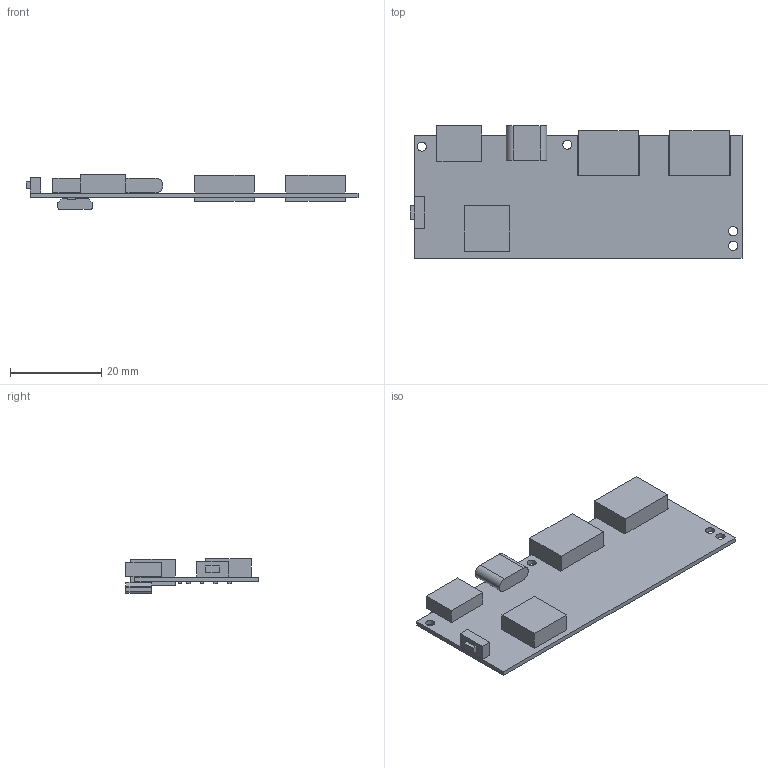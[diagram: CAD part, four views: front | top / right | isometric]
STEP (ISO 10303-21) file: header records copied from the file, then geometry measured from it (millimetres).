
FILE_DESCRIPTION (( 'STEP AP203' ), '1' );
FILE_NAME ('SW6206 SW6208 Qc4 Pd3.0 22.5w Power Bank Module.STEP', '2023-08-22T11:50:58', ( '' ), ( '' ), 'SwSTEP 2.0', 'SolidWorks 2018', '' );
FILE_SCHEMA (( 'CONFIG_CONTROL_DESIGN' ));
Length unit declared in the file: millimetre
Products named in the file (1): SW6206 SW6208 Qc4 Pd3.0 22.5w Power Bank Module
Bounding box: 72.8 x 29 x 7.5 mm (x, y, z)
Volume: 4142.5 mm3; surface area: 5777 mm2
Topology: 13 solids, 13 shells, 111 faces, 252 edges, 168 vertices
Faces by surface type: plane 93, cylinder 18
Entity records: 3151 total; most frequent: CARTESIAN_POINT 532, DIRECTION 512, ORIENTED_EDGE 504, EDGE_CURVE 252, VECTOR 216, LINE 216, VERTEX_POINT 168, AXIS2_PLACEMENT_3D 148
